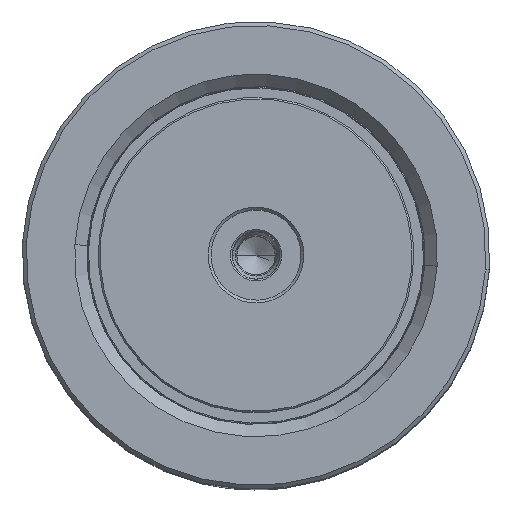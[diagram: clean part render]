
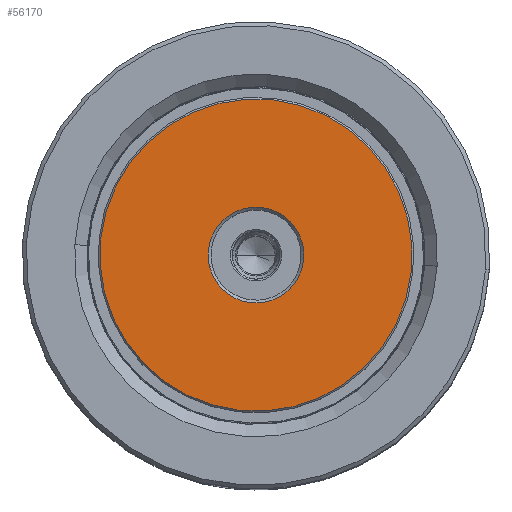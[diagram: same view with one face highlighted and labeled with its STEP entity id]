
A CAD part, top view. The second image highlights one B-rep face of the part: STEP entity #56170.
In plain terms, the highlighted face is planar.
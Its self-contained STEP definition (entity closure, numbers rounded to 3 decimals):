
#952 = DIRECTION ( 'NONE',  ( 1., 0., 0. ) ) ;
#5180 = CARTESIAN_POINT ( 'NONE',  ( 0., 0., 0. ) ) ;
#7006 = ORIENTED_EDGE ( 'NONE', *, *, #22065, .T. ) ;
#10168 = CARTESIAN_POINT ( 'NONE',  ( 0., 0., 0. ) ) ;
#10251 = FACE_OUTER_BOUND ( 'NONE', #19083, .T. ) ;
#10369 = CARTESIAN_POINT ( 'NONE',  ( 0., 0., 0. ) ) ;
#12581 = EDGE_CURVE ( 'NONE', #55418, #24267, #66585, .T. ) ;
#14304 = CARTESIAN_POINT ( 'NONE',  ( 0., 0., 0. ) ) ;
#14633 = DIRECTION ( 'NONE',  ( 0., 0., 1. ) ) ;
#14899 = ORIENTED_EDGE ( 'NONE', *, *, #12581, .T. ) ;
#17107 = EDGE_CURVE ( 'NONE', #24267, #55418, #37570, .T. ) ;
#19083 = EDGE_LOOP ( 'NONE', ( #14899, #49537 ) ) ;
#19458 = EDGE_CURVE ( 'NONE', #37478, #20339, #63462, .T. ) ;
#20339 = VERTEX_POINT ( 'NONE', #32229 ) ;
#21447 = EDGE_LOOP ( 'NONE', ( #26799, #7006 ) ) ;
#22065 = EDGE_CURVE ( 'NONE', #20339, #37478, #40406, .T. ) ;
#24267 = VERTEX_POINT ( 'NONE', #38849 ) ;
#26269 = AXIS2_PLACEMENT_3D ( 'NONE', #10369, #30212, #40792 ) ;
#26312 = FACE_BOUND ( 'NONE', #21447, .T. ) ;
#26799 = ORIENTED_EDGE ( 'NONE', *, *, #19458, .T. ) ;
#30212 = DIRECTION ( 'NONE',  ( 0., 0., -1. ) ) ;
#32229 = CARTESIAN_POINT ( 'NONE',  ( 8.5, 0., 0. ) ) ;
#33873 = CARTESIAN_POINT ( 'NONE',  ( 27.7, 0., 0. ) ) ;
#37478 = VERTEX_POINT ( 'NONE', #39682 ) ;
#37570 = CIRCLE ( 'NONE', #43023, 27.7 ) ;
#38849 = CARTESIAN_POINT ( 'NONE',  ( -27.7, 0., 0. ) ) ;
#39682 = CARTESIAN_POINT ( 'NONE',  ( -8.5, 0., 0. ) ) ;
#40406 = CIRCLE ( 'NONE', #46934, 8.5 ) ;
#40792 = DIRECTION ( 'NONE',  ( 1., 0., 0. ) ) ;
#41627 = AXIS2_PLACEMENT_3D ( 'NONE', #14304, #14633, #46069 ) ;
#41917 = DIRECTION ( 'NONE',  ( 0., 0., 1. ) ) ;
#42334 = DIRECTION ( 'NONE',  ( 1., 0., 0. ) ) ;
#43023 = AXIS2_PLACEMENT_3D ( 'NONE', #46072, #65902, #56328 ) ;
#46069 = DIRECTION ( 'NONE',  ( 1., 0., 0. ) ) ;
#46072 = CARTESIAN_POINT ( 'NONE',  ( 0., 0., 0. ) ) ;
#46934 = AXIS2_PLACEMENT_3D ( 'NONE', #10168, #41917, #952 ) ;
#49537 = ORIENTED_EDGE ( 'NONE', *, *, #17107, .T. ) ;
#55418 = VERTEX_POINT ( 'NONE', #33873 ) ;
#56170 = ADVANCED_FACE ( 'NONE', ( #10251, #26312 ), #62847, .F. ) ;
#56328 = DIRECTION ( 'NONE',  ( 1., 0., 0. ) ) ;
#62510 = DIRECTION ( 'NONE',  ( 0., 0., 1. ) ) ;
#62847 = PLANE ( 'NONE',  #65115 ) ;
#63462 = CIRCLE ( 'NONE', #41627, 8.5 ) ;
#65115 = AXIS2_PLACEMENT_3D ( 'NONE', #5180, #62510, #42334 ) ;
#65902 = DIRECTION ( 'NONE',  ( 0., 0., -1. ) ) ;
#66585 = CIRCLE ( 'NONE', #26269, 27.7 ) ;
